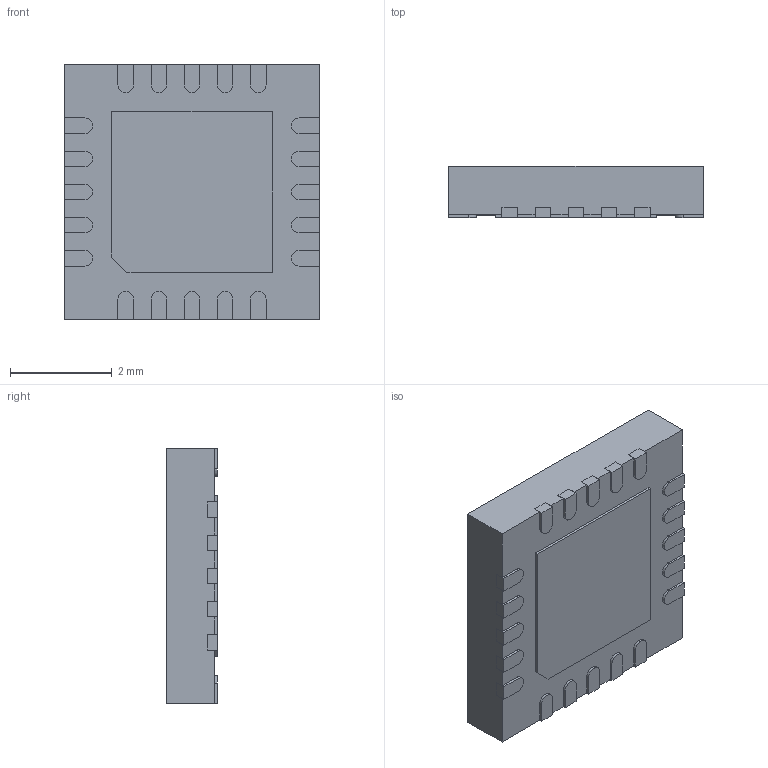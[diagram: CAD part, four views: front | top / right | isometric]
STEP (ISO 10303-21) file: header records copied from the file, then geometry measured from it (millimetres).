
FILE_DESCRIPTION (( 'STEP AP214' ), '1' );
FILE_NAME ('RGW20.STEP', '2020-08-09T03:48:33', ( '' ), ( '' ), 'SwSTEP 2.0', 'SolidWorks 2017', '' );
FILE_SCHEMA (( 'AUTOMOTIVE_DESIGN' ));
Length unit declared in the file: millimetre
Products named in the file (1): RGW20
Bounding box: 5 x 1 x 5 mm (x, y, z)
Volume: 24.4 mm3; surface area: 109.1 mm2
Topology: 23 solids, 23 shells, 236 faces, 564 edges, 376 vertices
Faces by surface type: plane 182, cylinder 54
Entity records: 8172 total; most frequent: CARTESIAN_POINT 1177, DIRECTION 1146, ORIENTED_EDGE 1128, EDGE_CURVE 564, VECTOR 456, LINE 456, VERTEX_POINT 376, AXIS2_PLACEMENT_3D 345
